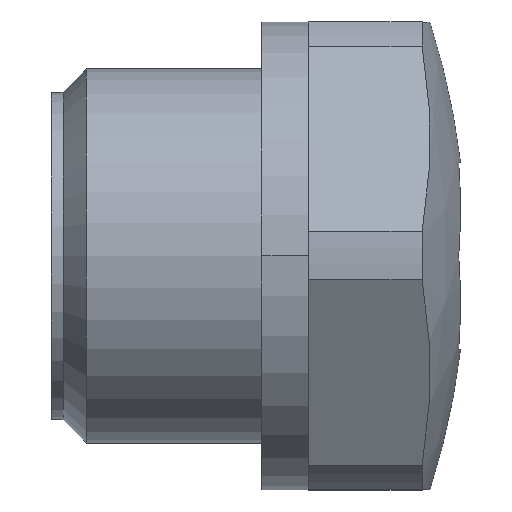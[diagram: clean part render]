
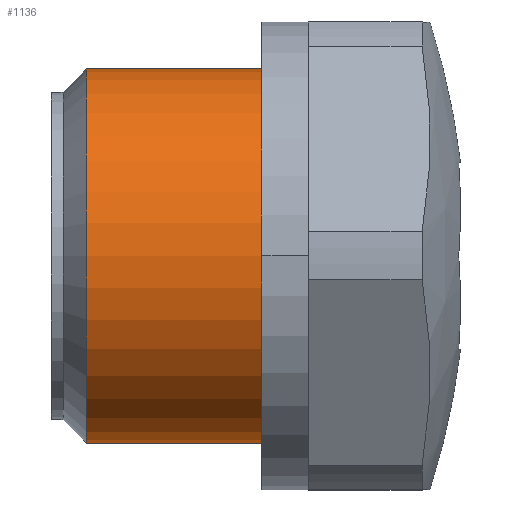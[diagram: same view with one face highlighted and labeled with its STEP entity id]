
A CAD part, top view. The second image highlights one B-rep face of the part: STEP entity #1136.
In plain terms, the highlighted cylindrical face has radius 8 mm (diameter 16 mm), a partial arc.
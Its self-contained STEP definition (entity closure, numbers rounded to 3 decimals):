
#37 = FACE_OUTER_BOUND ( 'NONE', #53, .T. ) ;
#53 = EDGE_LOOP ( 'NONE', ( #710, #809, #647, #1026 ) ) ;
#69 = CARTESIAN_POINT ( 'NONE',  ( -1.099, 8., 0. ) ) ;
#87 = VERTEX_POINT ( 'NONE', #743 ) ;
#104 = CARTESIAN_POINT ( 'NONE',  ( 10.5, 8., 0. ) ) ;
#196 = DIRECTION ( 'NONE',  ( -1., 0., 0. ) ) ;
#296 = VERTEX_POINT ( 'NONE', #930 ) ;
#316 = CARTESIAN_POINT ( 'NONE',  ( -1.099, -8., 0. ) ) ;
#368 = EDGE_CURVE ( 'NONE', #87, #296, #620, .T. ) ;
#393 = DIRECTION ( 'NONE',  ( -1., 0., 0. ) ) ;
#397 = CARTESIAN_POINT ( 'NONE',  ( -1.099, 0., 0. ) ) ;
#473 = CYLINDRICAL_SURFACE ( 'NONE', #528, 8. ) ;
#482 = AXIS2_PLACEMENT_3D ( 'NONE', #1240, #492, #485 ) ;
#483 = CIRCLE ( 'NONE', #868, 8. ) ;
#485 = DIRECTION ( 'NONE',  ( 0., -1., 0. ) ) ;
#492 = DIRECTION ( 'NONE',  ( 1., 0., 0. ) ) ;
#496 = CARTESIAN_POINT ( 'NONE',  ( 10.5, 0., 0. ) ) ;
#519 = LINE ( 'NONE', #316, #687 ) ;
#525 = EDGE_CURVE ( 'NONE', #688, #87, #853, .T. ) ;
#528 = AXIS2_PLACEMENT_3D ( 'NONE', #397, #826, #1165 ) ;
#549 = EDGE_CURVE ( 'NONE', #1086, #296, #519, .T. ) ;
#620 = CIRCLE ( 'NONE', #482, 8. ) ;
#647 = ORIENTED_EDGE ( 'NONE', *, *, #368, .T. ) ;
#687 = VECTOR ( 'NONE', #196, 1000. ) ;
#688 = VERTEX_POINT ( 'NONE', #104 ) ;
#710 = ORIENTED_EDGE ( 'NONE', *, *, #802, .T. ) ;
#743 = CARTESIAN_POINT ( 'NONE',  ( 1.5, 8., 0. ) ) ;
#802 = EDGE_CURVE ( 'NONE', #1086, #688, #483, .T. ) ;
#809 = ORIENTED_EDGE ( 'NONE', *, *, #525, .T. ) ;
#826 = DIRECTION ( 'NONE',  ( -1., 0., 0. ) ) ;
#853 = LINE ( 'NONE', #69, #1143 ) ;
#868 = AXIS2_PLACEMENT_3D ( 'NONE', #496, #393, #929 ) ;
#894 = CARTESIAN_POINT ( 'NONE',  ( 10.5, -8., 0. ) ) ;
#929 = DIRECTION ( 'NONE',  ( 0., -1., 0. ) ) ;
#930 = CARTESIAN_POINT ( 'NONE',  ( 1.5, -8., 0. ) ) ;
#1026 = ORIENTED_EDGE ( 'NONE', *, *, #549, .F. ) ;
#1058 = DIRECTION ( 'NONE',  ( -1., 0., 0. ) ) ;
#1086 = VERTEX_POINT ( 'NONE', #894 ) ;
#1136 = ADVANCED_FACE ( 'NONE', ( #37 ), #473, .T. ) ;
#1143 = VECTOR ( 'NONE', #1058, 1000. ) ;
#1165 = DIRECTION ( 'NONE',  ( 0., -1., 0. ) ) ;
#1240 = CARTESIAN_POINT ( 'NONE',  ( 1.5, 0., 0. ) ) ;
